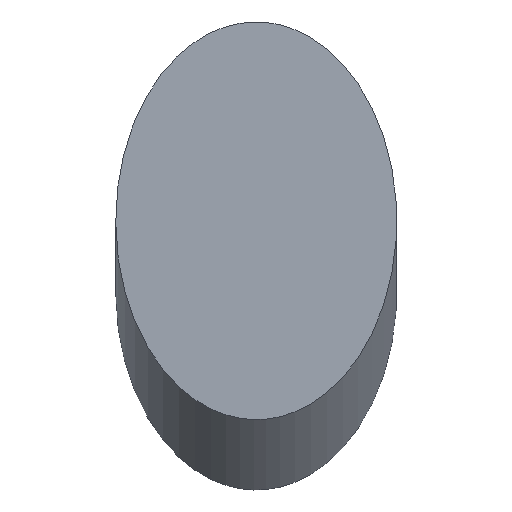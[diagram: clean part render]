
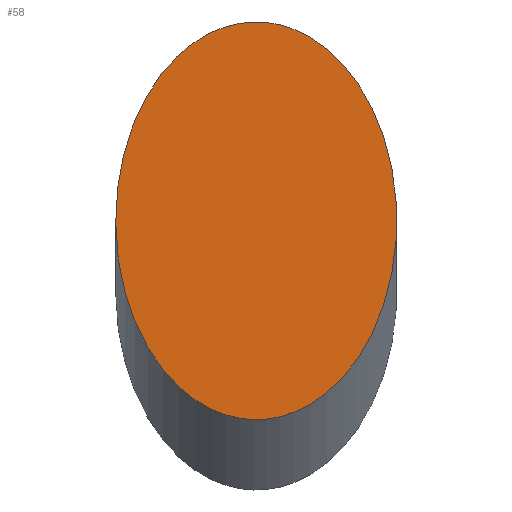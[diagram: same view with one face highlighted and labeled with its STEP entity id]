
A CAD part, top view. The second image highlights one B-rep face of the part: STEP entity #58.
In plain terms, the highlighted planar face has unit normal (0, 0, 1).
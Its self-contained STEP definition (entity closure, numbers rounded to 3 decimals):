
#5 = CARTESIAN_POINT ( 'NONE',  ( 134.392, -20.786, 0. ) ) ;
#7 = FACE_OUTER_BOUND ( 'NONE', #37, .T. ) ;
#9 = CARTESIAN_POINT ( 'NONE',  ( 54.392, 92.364, 0. ) ) ;
#18 = VERTEX_POINT ( 'NONE', #9 ) ;
#37 = EDGE_LOOP ( 'NONE', ( #135 ) ) ;
#41 = DIRECTION ( 'NONE',  ( 1., 0., 0. ) ) ;
#42 = CARTESIAN_POINT ( 'NONE',  ( -25.608, -20.786, 0. ) ) ;
#58 = ADVANCED_FACE ( 'NONE', ( #7 ), #101, .T. ) ;
#66 = CARTESIAN_POINT ( 'NONE',  ( 54.392, -20.786, 0. ) ) ;
#68 = CARTESIAN_POINT ( 'NONE',  ( 54.392, 92.364, 0. ) ) ;
#81 = CARTESIAN_POINT ( 'NONE',  ( 54.392, 35.789, 0. ) ) ;
#91 = CARTESIAN_POINT ( 'NONE',  ( 54.392, 92.364, 0. ) ) ;
#100 = EDGE_CURVE ( 'NONE', #18, #18, #105, .T. ) ;
#101 = PLANE ( 'NONE',  #112 ) ;
#102 = CARTESIAN_POINT ( 'NONE',  ( 134.392, 92.364, 0. ) ) ;
#105 =( BOUNDED_CURVE ( )  B_SPLINE_CURVE ( 3, ( #68, #146, #42, #66, #5, #102, #91 ),
 .UNSPECIFIED., .T., .F. ) 
 B_SPLINE_CURVE_WITH_KNOTS ( ( 4, 3, 4 ),
 ( 0., 3.142, 6.283 ),
 .UNSPECIFIED. ) 
 CURVE ( )  GEOMETRIC_REPRESENTATION_ITEM ( )  RATIONAL_B_SPLINE_CURVE ( ( 1., 0.333, 0.333, 1., 0.333, 0.333, 1. ) ) 
 REPRESENTATION_ITEM ( '' )  );
#112 = AXIS2_PLACEMENT_3D ( 'NONE', #81, #114, #41 ) ;
#114 = DIRECTION ( 'NONE',  ( 0., 0., 1. ) ) ;
#135 = ORIENTED_EDGE ( 'NONE', *, *, #100, .T. ) ;
#146 = CARTESIAN_POINT ( 'NONE',  ( -25.608, 92.364, 0. ) ) ;
